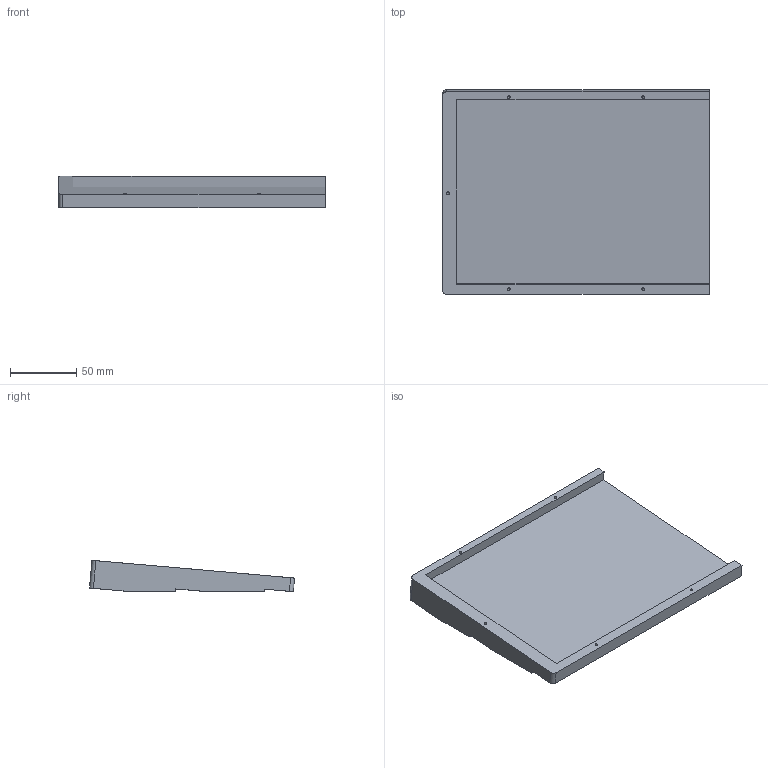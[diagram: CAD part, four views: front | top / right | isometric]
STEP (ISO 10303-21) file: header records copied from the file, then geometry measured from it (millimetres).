
FILE_DESCRIPTION(/* description */ (''),/* implementation_level */ '2;1');
FILE_NAME(/* name */ 'bottom left.step',/* time_stamp */ '2025-07-17T18:43:03+01:00',/* author */ (''),/* organization */ (''),/* preprocessor_version */ 'ST-DEVELOPER v20.1',/* originating_system */ 'Autodesk Translation Framework v14.10.0.0',/* authorisation */ '');
FILE_SCHEMA (('AUTOMOTIVE_DESIGN { 1 0 10303 214 3 1 1 }'));
Length unit declared in the file: millimetre
Products named in the file (3): case; Bottom; Left
Assembly tree (2 placements, depth 3):
  case
    Bottom
      Left
Bounding box: 201.54 x 154.85 x 23.67 mm (x, y, z)
Volume: 297217.3 mm3; surface area: 79127.2 mm2
Topology: 1 solids, 1 shells, 53 faces, 135 edges, 86 vertices
Faces by surface type: plane 46, cylinder 7
Full cylindrical faces by diameter (mm): 2 x5
Entity records: 1786 total; most frequent: CARTESIAN_POINT 279, ORIENTED_EDGE 270, DIRECTION 265, EDGE_CURVE 135, LINE 121, VECTOR 121, VERTEX_POINT 86, AXIS2_PLACEMENT_3D 72
